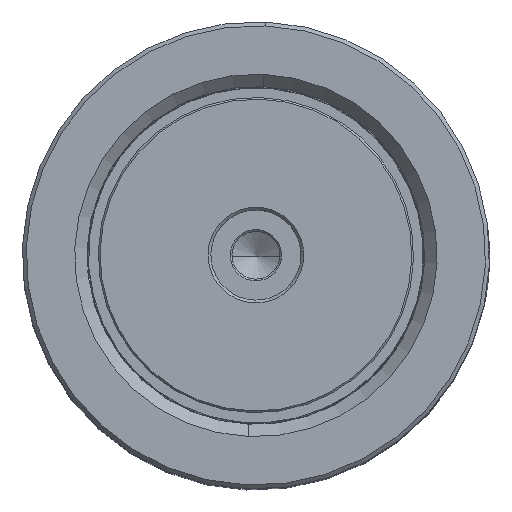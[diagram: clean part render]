
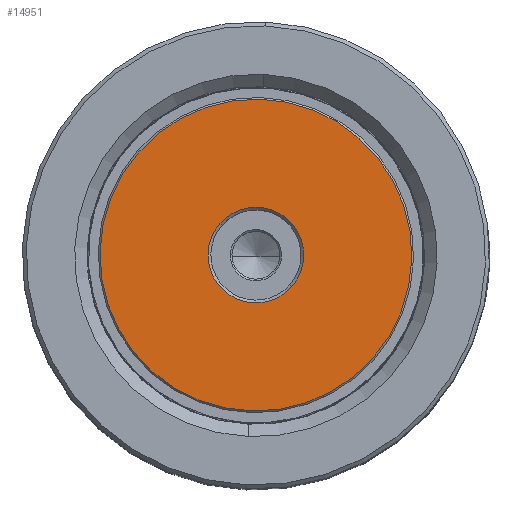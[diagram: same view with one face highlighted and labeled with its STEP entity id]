
A CAD part, top view. The second image highlights one B-rep face of the part: STEP entity #14951.
In plain terms, the highlighted face is planar.
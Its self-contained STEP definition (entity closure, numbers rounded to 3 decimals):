
#1042 = CIRCLE ( 'NONE', #41683, 27.7 ) ;
#1213 = EDGE_CURVE ( 'NONE', #41893, #10140, #1042, .T. ) ;
#2085 = AXIS2_PLACEMENT_3D ( 'NONE', #23732, #36469, #19771 ) ;
#2690 = ORIENTED_EDGE ( 'NONE', *, *, #1213, .T. ) ;
#3103 = DIRECTION ( 'NONE',  ( 1., 0., 0. ) ) ;
#4821 = PLANE ( 'NONE',  #46680 ) ;
#5008 = DIRECTION ( 'NONE',  ( 1., 0., 0. ) ) ;
#7077 = AXIS2_PLACEMENT_3D ( 'NONE', #29752, #41816, #29202 ) ;
#7822 = ORIENTED_EDGE ( 'NONE', *, *, #39630, .T. ) ;
#8982 = EDGE_CURVE ( 'NONE', #49418, #11043, #37396, .T. ) ;
#9111 = CARTESIAN_POINT ( 'NONE',  ( -27.7, 0., 0. ) ) ;
#10140 = VERTEX_POINT ( 'NONE', #9111 ) ;
#10203 = DIRECTION ( 'NONE',  ( 0., 0., 1. ) ) ;
#11043 = VERTEX_POINT ( 'NONE', #51344 ) ;
#13297 = FACE_BOUND ( 'NONE', #21319, .T. ) ;
#14452 = CARTESIAN_POINT ( 'NONE',  ( 8.5, 0., 0. ) ) ;
#14951 = ADVANCED_FACE ( 'NONE', ( #29459, #13297 ), #4821, .F. ) ;
#17247 = CARTESIAN_POINT ( 'NONE',  ( 27.7, 0., 0. ) ) ;
#19771 = DIRECTION ( 'NONE',  ( 1., 0., 0. ) ) ;
#21319 = EDGE_LOOP ( 'NONE', ( #46105, #42424 ) ) ;
#23732 = CARTESIAN_POINT ( 'NONE',  ( 0., 0., 0. ) ) ;
#24209 = AXIS2_PLACEMENT_3D ( 'NONE', #35028, #10203, #51819 ) ;
#25309 = DIRECTION ( 'NONE',  ( 0., 0., 1. ) ) ;
#26038 = CARTESIAN_POINT ( 'NONE',  ( 0., 0., 0. ) ) ;
#26497 = CIRCLE ( 'NONE', #24209, 8.5 ) ;
#27419 = DIRECTION ( 'NONE',  ( 0., 0., -1. ) ) ;
#27939 = CARTESIAN_POINT ( 'NONE',  ( 0., 0., 0. ) ) ;
#28076 = EDGE_CURVE ( 'NONE', #11043, #49418, #26497, .T. ) ;
#29202 = DIRECTION ( 'NONE',  ( 1., 0., 0. ) ) ;
#29459 = FACE_OUTER_BOUND ( 'NONE', #44379, .T. ) ;
#29752 = CARTESIAN_POINT ( 'NONE',  ( 0., 0., 0. ) ) ;
#35028 = CARTESIAN_POINT ( 'NONE',  ( 0., 0., 0. ) ) ;
#36469 = DIRECTION ( 'NONE',  ( 0., 0., -1. ) ) ;
#37396 = CIRCLE ( 'NONE', #7077, 8.5 ) ;
#39630 = EDGE_CURVE ( 'NONE', #10140, #41893, #50091, .T. ) ;
#41683 = AXIS2_PLACEMENT_3D ( 'NONE', #27939, #27419, #3103 ) ;
#41816 = DIRECTION ( 'NONE',  ( 0., 0., 1. ) ) ;
#41893 = VERTEX_POINT ( 'NONE', #17247 ) ;
#42424 = ORIENTED_EDGE ( 'NONE', *, *, #8982, .T. ) ;
#44379 = EDGE_LOOP ( 'NONE', ( #2690, #7822 ) ) ;
#46105 = ORIENTED_EDGE ( 'NONE', *, *, #28076, .T. ) ;
#46680 = AXIS2_PLACEMENT_3D ( 'NONE', #26038, #25309, #5008 ) ;
#49418 = VERTEX_POINT ( 'NONE', #14452 ) ;
#50091 = CIRCLE ( 'NONE', #2085, 27.7 ) ;
#51344 = CARTESIAN_POINT ( 'NONE',  ( -8.5, 0., 0. ) ) ;
#51819 = DIRECTION ( 'NONE',  ( 1., 0., 0. ) ) ;
